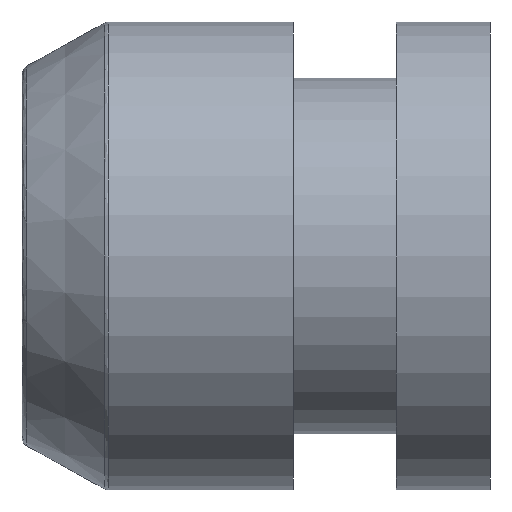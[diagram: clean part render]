
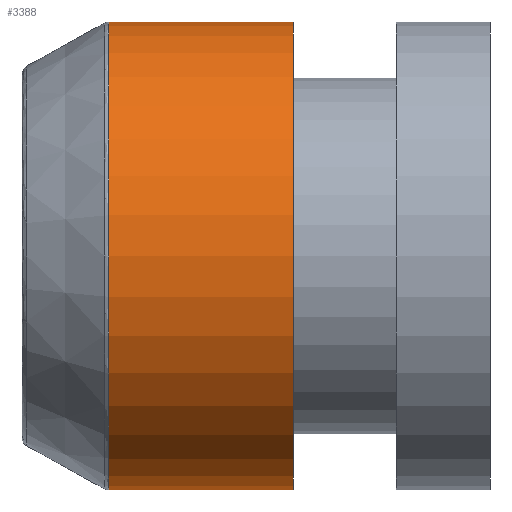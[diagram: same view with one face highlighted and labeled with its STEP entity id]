
A CAD part, left-side view. The second image highlights one B-rep face of the part: STEP entity #3388.
In plain terms, the highlighted cylindrical face has radius 12.5 mm (diameter 25 mm), a full revolution.
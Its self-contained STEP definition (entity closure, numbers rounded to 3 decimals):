
#24 = CARTESIAN_POINT ( 'NONE',  ( 9.163, 4.514, -4.022 ) ) ;
#76 = CARTESIAN_POINT ( 'NONE',  ( 9.501, 6.683, -1.282 ) ) ;
#79 = DIRECTION ( 'NONE',  ( 0., -1., 0. ) ) ;
#99 = CARTESIAN_POINT ( 'NONE',  ( 9.35, 5.978, -3.078 ) ) ;
#116 = CARTESIAN_POINT ( 'NONE',  ( 9.501, 6.683, -1.282 ) ) ;
#260 = EDGE_LOOP ( 'NONE', ( #4182 ) ) ;
#361 = CARTESIAN_POINT ( 'NONE',  ( 9.476, 6.577, -0.304 ) ) ;
#408 = CARTESIAN_POINT ( 'NONE',  ( 9.135, 3.735, -4.138 ) ) ;
#433 = CARTESIAN_POINT ( 'NONE',  ( 9.501, 0.69, -1.38 ) ) ;
#459 = CARTESIAN_POINT ( 'NONE',  ( 9.498, 6.673, -1.481 ) ) ;
#466 = CARTESIAN_POINT ( 'NONE',  ( -2.998, 8.557, -1.132 ) ) ;
#476 = VERTEX_POINT ( 'NONE', #3218 ) ;
#490 = CARTESIAN_POINT ( 'NONE',  ( 9.454, 0.893, -0.021 ) ) ;
#511 = CARTESIAN_POINT ( 'NONE',  ( 9.396, 6.211, -2.764 ) ) ;
#684 = CARTESIAN_POINT ( 'NONE',  ( 9.137, 3.442, 1.865 ) ) ;
#706 = CARTESIAN_POINT ( 'NONE',  ( 9.35, 1.395, 0.815 ) ) ;
#718 = AXIS2_PLACEMENT_3D ( 'NONE', #2115, #4986, #3811 ) ;
#750 = CARTESIAN_POINT ( 'NONE',  ( 9.151, 3.051, 1.807 ) ) ;
#802 = CARTESIAN_POINT ( 'NONE',  ( -2.998, 13.186, -1.132 ) ) ;
#1042 = B_SPLINE_CURVE_WITH_KNOTS ( 'NONE', 3,
 ( #76, #459, #2037, #4850, #4354, #1624, #511, #99, #3623, #1646, #4385, #2375, #2454, #24, #3965, #3203, #408, #3229, #3671, #3593, #4770, #4463, #1982, #3570, #3178, #3992, #4825, #1274, #2850, #1295, #2060, #433, #4408, #2006, #4800, #1250, #490, #4434, #2877, #706, #1505, #3454, #1909, #2726, #4307, #2676, #750, #684, #5066, #1553, #4334, #1151, #2330, #3157, #4726, #1201, #3915, #4751, #3522, #3133, #3086, #361, #4653, #3864, #3066, #2280 ),
 .UNSPECIFIED., .T., .F.,
 ( 4, 2, 2, 2, 2, 2, 2, 2, 2, 2, 2, 2, 2, 2, 2, 2, 2, 2, 2, 2, 2, 2, 2, 2, 2, 2, 2, 2, 2, 2, 2, 2, 4 ),
 ( 0., 0.001, 0.001, 0.002, 0.002, 0.003, 0.004, 0.004, 0.005, 0.005, 0.006, 0.006, 0.007, 0.008, 0.008, 0.009, 0.009, 0.01, 0.011, 0.011, 0.012, 0.012, 0.013, 0.014, 0.014, 0.015, 0.015, 0.016, 0.016, 0.017, 0.018, 0.018, 0.019 ),
 .UNSPECIFIED. ) ;
#1151 = CARTESIAN_POINT ( 'NONE',  ( 9.17, 4.609, 1.73 ) ) ;
#1198 = CYLINDRICAL_SURFACE ( 'NONE', #2953, 12.5 ) ;
#1201 = CARTESIAN_POINT ( 'NONE',  ( 9.29, 5.632, 1.161 ) ) ;
#1250 = CARTESIAN_POINT ( 'NONE',  ( 9.469, 0.825, -0.209 ) ) ;
#1274 = CARTESIAN_POINT ( 'NONE',  ( 9.427, 1.014, -2.509 ) ) ;
#1295 = CARTESIAN_POINT ( 'NONE',  ( 9.476, 0.796, -1.959 ) ) ;
#1505 = CARTESIAN_POINT ( 'NONE',  ( 9.326, 1.529, 0.962 ) ) ;
#1553 = CARTESIAN_POINT ( 'NONE',  ( 9.14, 4.03, 1.855 ) ) ;
#1624 = CARTESIAN_POINT ( 'NONE',  ( 9.417, 6.312, -2.597 ) ) ;
#1628 = DIRECTION ( 'NONE',  ( 0., -1., 0. ) ) ;
#1646 = CARTESIAN_POINT ( 'NONE',  ( 9.279, 5.555, -3.487 ) ) ;
#1909 = CARTESIAN_POINT ( 'NONE',  ( 9.255, 1.974, 1.34 ) ) ;
#1982 = CARTESIAN_POINT ( 'NONE',  ( 9.245, 2.054, -3.656 ) ) ;
#2006 = CARTESIAN_POINT ( 'NONE',  ( 9.498, 0.7, -0.783 ) ) ;
#2033 = EDGE_CURVE ( 'NONE', #476, #476, #2708, .T. ) ;
#2034 = CIRCLE ( 'NONE', #718, 12.5 ) ;
#2037 = CARTESIAN_POINT ( 'NONE',  ( 9.491, 6.643, -1.675 ) ) ;
#2060 = CARTESIAN_POINT ( 'NONE',  ( 9.487, 0.748, -1.77 ) ) ;
#2115 = CARTESIAN_POINT ( 'NONE',  ( -2.998, -1.314, -1.132 ) ) ;
#2193 = EDGE_CURVE ( 'NONE', #4423, #4423, #2034, .T. ) ;
#2280 = CARTESIAN_POINT ( 'NONE',  ( 9.501, 6.683, -1.282 ) ) ;
#2330 = CARTESIAN_POINT ( 'NONE',  ( 9.185, 4.793, 1.664 ) ) ;
#2375 = CARTESIAN_POINT ( 'NONE',  ( 9.213, 5.06, -3.806 ) ) ;
#2430 = DIRECTION ( 'NONE',  ( 0., 0., -1. ) ) ;
#2454 = CARTESIAN_POINT ( 'NONE',  ( 9.194, 4.882, -3.89 ) ) ;
#2471 = CARTESIAN_POINT ( 'NONE',  ( -2.998, -1.314, -13.632 ) ) ;
#2676 = CARTESIAN_POINT ( 'NONE',  ( 9.163, 2.858, 1.758 ) ) ;
#2708 = CIRCLE ( 'NONE', #4779, 12.5 ) ;
#2726 = CARTESIAN_POINT ( 'NONE',  ( 9.213, 2.312, 1.542 ) ) ;
#2850 = CARTESIAN_POINT ( 'NONE',  ( 9.446, 0.929, -2.329 ) ) ;
#2877 = CARTESIAN_POINT ( 'NONE',  ( 9.396, 1.162, 0.501 ) ) ;
#2889 = EDGE_LOOP ( 'NONE', ( #4208 ) ) ;
#2953 = AXIS2_PLACEMENT_3D ( 'NONE', #802, #79, #2430 ) ;
#3066 = CARTESIAN_POINT ( 'NONE',  ( 9.503, 6.693, -1.083 ) ) ;
#3086 = CARTESIAN_POINT ( 'NONE',  ( 9.446, 6.444, 0.065 ) ) ;
#3133 = CARTESIAN_POINT ( 'NONE',  ( 9.427, 6.359, 0.246 ) ) ;
#3157 = CARTESIAN_POINT ( 'NONE',  ( 9.223, 5.149, 1.495 ) ) ;
#3159 = ORIENTED_EDGE ( 'NONE', *, *, #2193, .T. ) ;
#3178 = CARTESIAN_POINT ( 'NONE',  ( 9.314, 1.595, -3.292 ) ) ;
#3203 = CARTESIAN_POINT ( 'NONE',  ( 9.137, 3.931, -4.128 ) ) ;
#3218 = CARTESIAN_POINT ( 'NONE',  ( -2.998, 8.557, -13.632 ) ) ;
#3229 = CARTESIAN_POINT ( 'NONE',  ( 9.14, 3.343, -4.118 ) ) ;
#3388 = ADVANCED_FACE ( 'NONE', ( #4332, #3968, #3548 ), #1198, .T. ) ;
#3454 = CARTESIAN_POINT ( 'NONE',  ( 9.279, 1.818, 1.223 ) ) ;
#3522 = CARTESIAN_POINT ( 'NONE',  ( 9.385, 6.158, 0.58 ) ) ;
#3548 = FACE_BOUND ( 'NONE', #2889, .T. ) ;
#3570 = CARTESIAN_POINT ( 'NONE',  ( 9.29, 1.741, -3.424 ) ) ;
#3593 = CARTESIAN_POINT ( 'NONE',  ( 9.17, 2.764, -3.993 ) ) ;
#3623 = CARTESIAN_POINT ( 'NONE',  ( 9.326, 5.844, -3.225 ) ) ;
#3628 = DIRECTION ( 'NONE',  ( 0., 0., -1. ) ) ;
#3671 = CARTESIAN_POINT ( 'NONE',  ( 9.147, 3.144, -4.089 ) ) ;
#3770 = EDGE_LOOP ( 'NONE', ( #3159 ) ) ;
#3811 = DIRECTION ( 'NONE',  ( 0., 0., -1. ) ) ;
#3864 = CARTESIAN_POINT ( 'NONE',  ( 9.501, 6.683, -0.883 ) ) ;
#3915 = CARTESIAN_POINT ( 'NONE',  ( 9.315, 5.777, 1.028 ) ) ;
#3965 = CARTESIAN_POINT ( 'NONE',  ( 9.151, 4.322, -4.07 ) ) ;
#3968 = FACE_OUTER_BOUND ( 'NONE', #3770, .T. ) ;
#3992 = CARTESIAN_POINT ( 'NONE',  ( 9.362, 1.331, -3. ) ) ;
#4182 = ORIENTED_EDGE ( 'NONE', *, *, #2033, .T. ) ;
#4208 = ORIENTED_EDGE ( 'NONE', *, *, #4214, .T. ) ;
#4214 = EDGE_CURVE ( 'NONE', #4865, #4865, #1042, .T. ) ;
#4307 = CARTESIAN_POINT ( 'NONE',  ( 9.194, 2.49, 1.627 ) ) ;
#4332 = FACE_OUTER_BOUND ( 'NONE', #260, .T. ) ;
#4334 = CARTESIAN_POINT ( 'NONE',  ( 9.147, 4.228, 1.826 ) ) ;
#4354 = CARTESIAN_POINT ( 'NONE',  ( 9.454, 6.48, -2.242 ) ) ;
#4385 = CARTESIAN_POINT ( 'NONE',  ( 9.255, 5.398, -3.603 ) ) ;
#4408 = CARTESIAN_POINT ( 'NONE',  ( 9.503, 0.68, -1.18 ) ) ;
#4423 = VERTEX_POINT ( 'NONE', #2471 ) ;
#4434 = CARTESIAN_POINT ( 'NONE',  ( 9.417, 1.061, 0.334 ) ) ;
#4463 = CARTESIAN_POINT ( 'NONE',  ( 9.223, 2.224, -3.758 ) ) ;
#4653 = CARTESIAN_POINT ( 'NONE',  ( 9.487, 6.624, -0.494 ) ) ;
#4726 = CARTESIAN_POINT ( 'NONE',  ( 9.245, 5.319, 1.393 ) ) ;
#4751 = CARTESIAN_POINT ( 'NONE',  ( 9.362, 6.042, 0.737 ) ) ;
#4770 = CARTESIAN_POINT ( 'NONE',  ( 9.185, 2.579, -3.927 ) ) ;
#4779 = AXIS2_PLACEMENT_3D ( 'NONE', #466, #1628, #3628 ) ;
#4800 = CARTESIAN_POINT ( 'NONE',  ( 9.491, 0.729, -0.589 ) ) ;
#4825 = CARTESIAN_POINT ( 'NONE',  ( 9.385, 1.215, -2.844 ) ) ;
#4850 = CARTESIAN_POINT ( 'NONE',  ( 9.469, 6.548, -2.055 ) ) ;
#4865 = VERTEX_POINT ( 'NONE', #116 ) ;
#4986 = DIRECTION ( 'NONE',  ( 0., 1., 0. ) ) ;
#5066 = CARTESIAN_POINT ( 'NONE',  ( 9.135, 3.638, 1.874 ) ) ;
